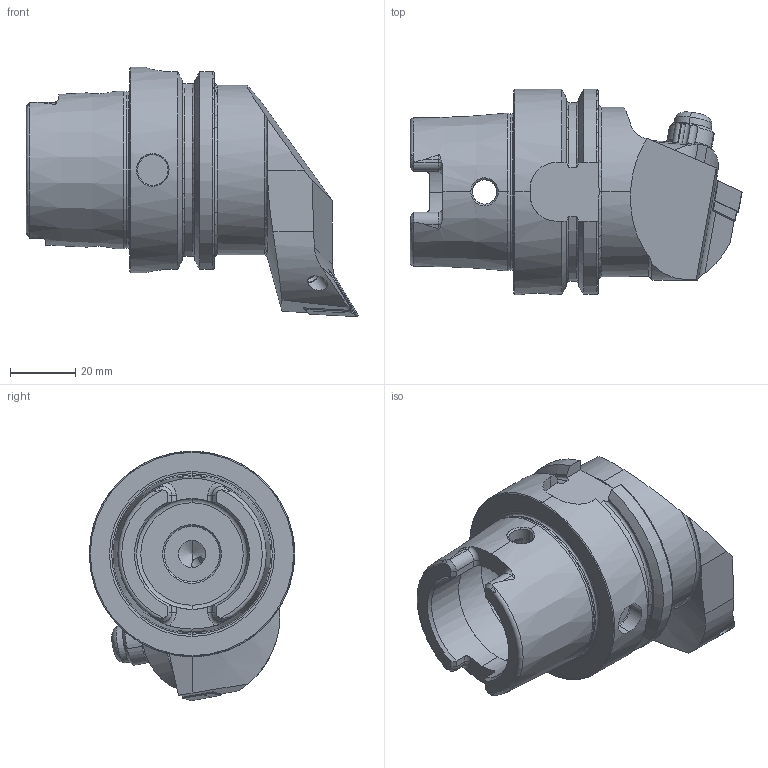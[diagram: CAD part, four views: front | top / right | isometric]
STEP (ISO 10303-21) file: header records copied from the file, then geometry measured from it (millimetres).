
FILE_DESCRIPTION (( 'STEP AP203' ), '1' );
FILE_NAME ('HA6.KDF.RJA.070.STEP', '2019-06-25T07:20:20', ( '' ), ( '' ), 'SwSTEP 2.0', 'SolidWorks 2017', '' );
FILE_SCHEMA (( 'CONFIG_CONTROL_DESIGN' ));
Length unit declared in the file: millimetre
Products named in the file (22): WCC-ER5.102.005_A; WCC-ER3.102.024_C; WDF-ER2.101.003_A; WCC-ER2.001.010_A; DNMG150604; HA6-KDF.RJA.070_B; WCC-ER5.102.012_B; KVT_MB_600_050; WCC-ER4.103.032_A; HA6.KDF.RJA.070; ISO 13337 - 3 x 12_PreviewCfg; ISO 13337 - 3 x 12
Assembly tree (11 placements, depth 2):
  WCC-ER5.102.005_A
  HA6-KDF.RJA.070_B
  DNMG150604
  WDF-ER2.101.003_A
  KVT_MB_600_050
Bounding box: 101.9 x 63 x 76.5 mm (x, y, z)
Volume: 141432.7 mm3; surface area: 34938.3 mm2
Topology: 12 solids, 12 shells, 472 faces, 1183 edges, 721 vertices
Faces by surface type: cylinder 151, plane 127, cone 110, torus 66, bspline 16, sphere 2
Entity records: 18052 total; most frequent: CARTESIAN_POINT 5173, ORIENTED_EDGE 2312, DIRECTION 2271, EDGE_CURVE 1156, AXIS2_PLACEMENT_3D 912, VERTEX_POINT 714, EDGE_LOOP 498, FACE_OUTER_BOUND 468
